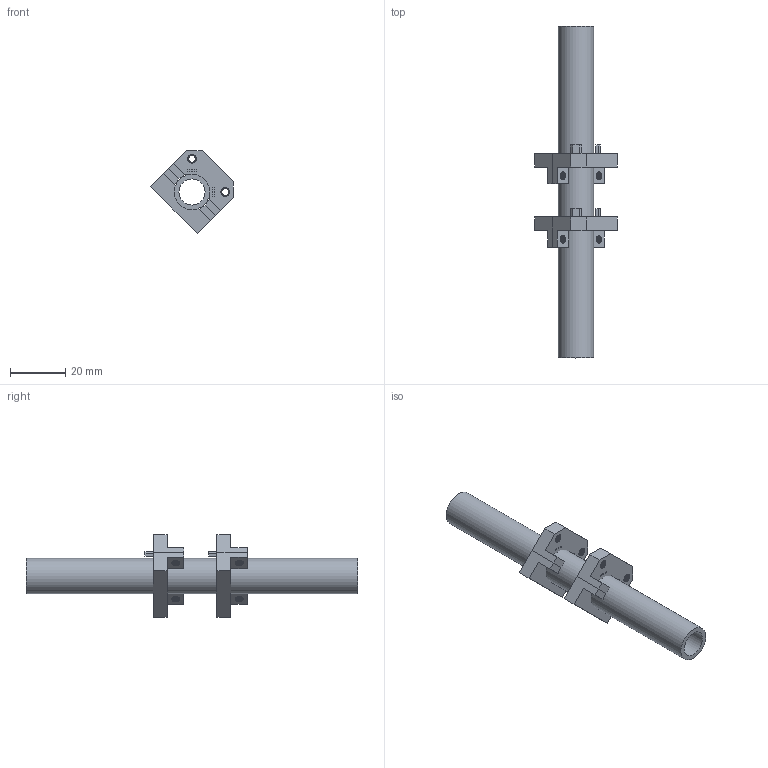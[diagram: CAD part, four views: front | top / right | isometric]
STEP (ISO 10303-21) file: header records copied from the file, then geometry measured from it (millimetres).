
FILE_DESCRIPTION(/* description */ (''),/* implementation_level */ '2;1');
FILE_NAME(/* name */ 'Hall_sensor_holder_tube_0.5_inch.step',/* time_stamp */ '2025-03-28T00:01:26+01:00',/* author */ (''),/* organization */ (''),/* preprocessor_version */ 'ST-DEVELOPER v20.1',/* originating_system */ 'Autodesk Translation Framework v14.4.0.0',/* authorisation */ '');
FILE_SCHEMA (('AUTOMOTIVE_DESIGN { 1 0 10303 214 3 1 1 }'));
Length unit declared in the file: millimetre
Products named in the file (5): Hall_sensor_holder_tube_0.5_inch_show; Detector_level_1; Detector_level_2; Detector_level_1_1; hall_sensor_49E_drawing
Assembly tree (7 placements, depth 4):
  Hall_sensor_holder_tube_0.5_inch_show
    Detector_level_1
      hall_sensor_49E_drawing  x2
    Detector_level_2
      Detector_level_1_1
        hall_sensor_49E_drawing  x2
Bounding box: 30 x 120 x 30 mm (x, y, z)
Volume: 11451.4 mm3; surface area: 13328.1 mm2
Topology: 21 solids, 21 shells, 480 faces, 1262 edges, 840 vertices
Faces by surface type: plane 250, cylinder 206, bspline 24
Full cylindrical faces by diameter (mm): 2.529 x44, 3.086 x16, 9.4 x1, 12.8 x1
Entity records: 25270 total; most frequent: CARTESIAN_POINT 15631, ORIENTED_EDGE 2200, DIRECTION 1562, EDGE_CURVE 1100, VERTEX_POINT 732, LINE 588, VECTOR 588, AXIS2_PLACEMENT_3D 487
